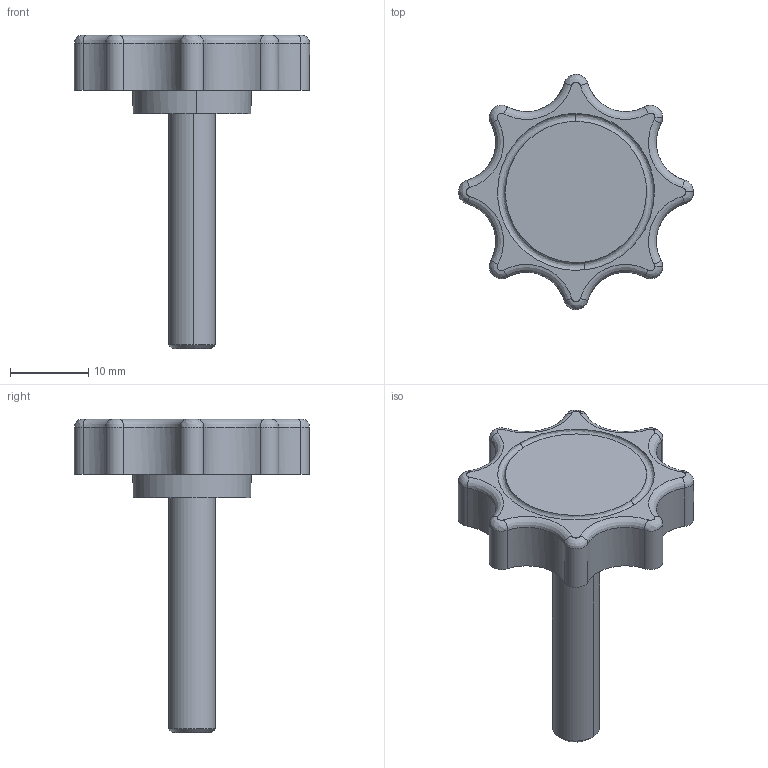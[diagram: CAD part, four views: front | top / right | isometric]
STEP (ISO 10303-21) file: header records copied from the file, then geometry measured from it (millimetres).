
FILE_DESCRIPTION((''),'2;1');
FILE_NAME('','2005-07-15T10:53:54',(''),(''),'','CADfix','');
FILE_SCHEMA(('AUTOMOTIVE_DESIGN'));
Length unit declared in the file: millimetre
Products named in the file (3): screw; knob; KP_30A_7996_36
Assembly tree (2 placements, depth 2):
  KP_30A_7996_36
    screw
    knob
Bounding box: 30 x 30 x 40 mm (x, y, z)
Volume: 4450.6 mm3; surface area: 3282.8 mm2
Topology: 2 solids, 2 shells, 72 faces, 195 edges, 132 vertices
Faces by surface type: bspline 72
Entity records: 2710 total; most frequent: CARTESIAN_POINT 1638, ORIENTED_EDGE 390, EDGE_CURVE 195, VERTEX_POINT 132, EDGE_LOOP 77, FACE_OUTER_BOUND 72, ADVANCED_FACE 72, QUASI_UNIFORM_CURVE 42
